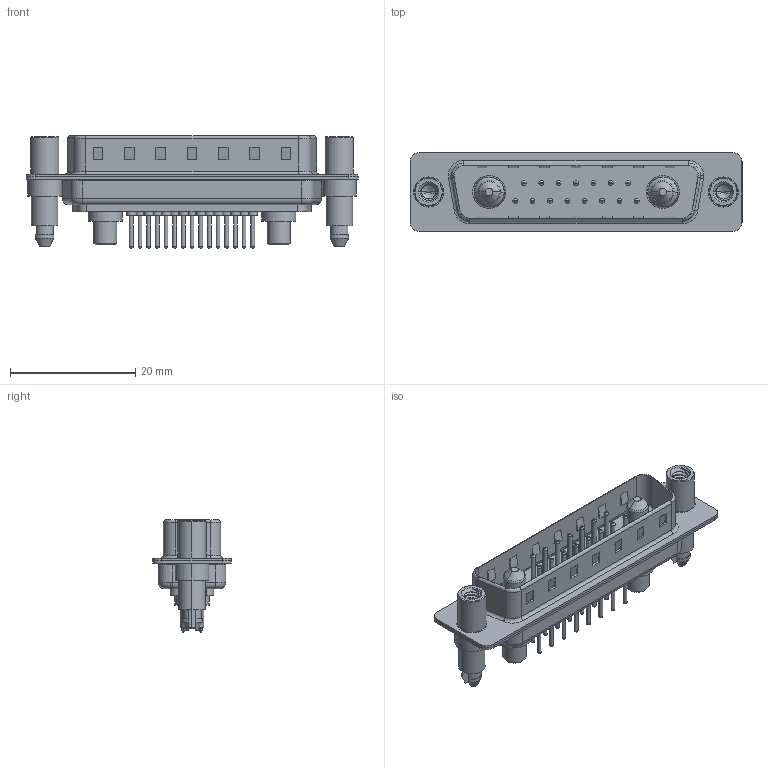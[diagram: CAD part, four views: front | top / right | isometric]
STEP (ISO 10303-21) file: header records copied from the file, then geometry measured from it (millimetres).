
FILE_DESCRIPTION (( 'STEP AP203' ), '1' );
FILE_NAME ('627-17W2224-4T6.STEP', '2019-05-27T21:21:14', ( '' ), ( '' ), 'SwSTEP 2.0', 'SolidWorks 2016', '' );
FILE_SCHEMA (( 'CONFIG_CONTROL_DESIGN' ));
Length unit declared in the file: millimetre
Products named in the file (8): 627Combo Threaded Standoff and Boardlock_6; 627-17W2224-4T6; 627Combo Contact Row 2_24; Power Pin_40A S; 627Combo Contact Row 1_24; 627Combo Housing_17W2; 627Combo Shell Rear_25 Contacts; 627Combo Shell Front_25 Contacts
Assembly tree (22 placements, depth 2):
  627-17W2224-4T6
    627Combo Housing_17W2
    627Combo Shell Rear_25 Contacts
    627Combo Shell Front_25 Contacts
    627Combo Threaded Standoff and Boardlock_6  x2
    Power Pin_40A S  x2
    627Combo Contact Row 1_24  x7
    627Combo Contact Row 2_24  x8
Bounding box: 53 x 12.6 x 17.9 mm (x, y, z)
Volume: 3231.7 mm3; surface area: 7278.1 mm2
Topology: 24 solids, 24 shells, 1063 faces, 2365 edges, 1448 vertices
Faces by surface type: cylinder 413, plane 314, torus 294, cone 32, bspline 10
Entity records: 19775 total; most frequent: CARTESIAN_POINT 4199, DIRECTION 3210, ORIENTED_EDGE 2830, EDGE_CURVE 1415, AXIS2_PLACEMENT_3D 1251, VERTEX_POINT 895, EDGE_LOOP 722, VECTOR 708
